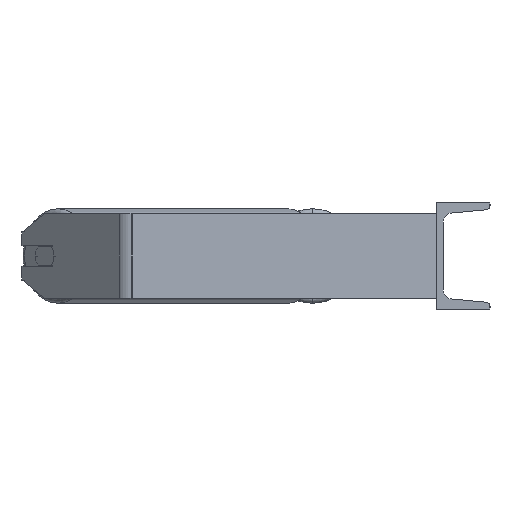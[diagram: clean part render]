
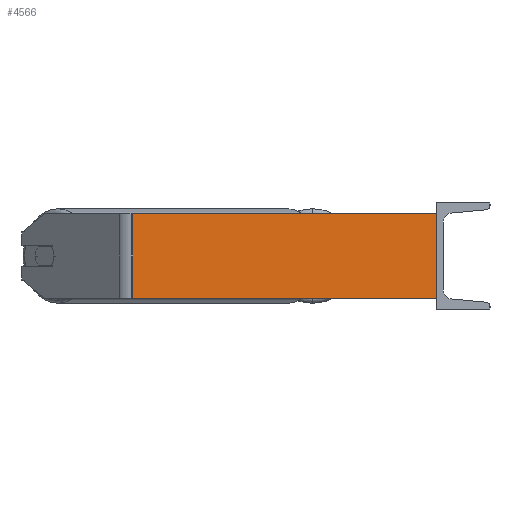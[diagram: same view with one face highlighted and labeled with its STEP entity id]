
A CAD part, left-side view. The second image highlights one B-rep face of the part: STEP entity #4566.
In plain terms, the highlighted planar face has unit normal (-0.996, -0.087, 0).
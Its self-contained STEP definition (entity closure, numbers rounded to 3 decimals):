
#400 = ORIENTED_EDGE ( 'NONE', *, *, #9133, .F. ) ;
#642 = CARTESIAN_POINT ( 'NONE',  ( -510.716, 293.931, -40. ) ) ;
#668 = CARTESIAN_POINT ( 'NONE',  ( -485., 0., -40. ) ) ;
#669 = VECTOR ( 'NONE', #851, 1000. ) ;
#851 = DIRECTION ( 'NONE',  ( 0., 0., -1. ) ) ;
#1261 = AXIS2_PLACEMENT_3D ( 'NONE', #7819, #1497, #5725 ) ;
#1497 = DIRECTION ( 'NONE',  ( 0.996, 0.087, 0. ) ) ;
#1596 = ORIENTED_EDGE ( 'NONE', *, *, #2617, .T. ) ;
#1917 = LINE ( 'NONE', #5993, #5912 ) ;
#2020 = CARTESIAN_POINT ( 'NONE',  ( -510.065, 286.498, 40. ) ) ;
#2027 = LINE ( 'NONE', #8199, #4522 ) ;
#2139 = VECTOR ( 'NONE', #7624, 1000. ) ;
#2198 = PLANE ( 'NONE',  #1261 ) ;
#2520 = ORIENTED_EDGE ( 'NONE', *, *, #7025, .F. ) ;
#2617 = EDGE_CURVE ( 'NONE', #2637, #5018, #8372, .T. ) ;
#2623 = VERTEX_POINT ( 'NONE', #4935 ) ;
#2637 = VERTEX_POINT ( 'NONE', #3373 ) ;
#2749 = DIRECTION ( 'NONE',  ( 0.087, -0.996, 0. ) ) ;
#3213 = ORIENTED_EDGE ( 'NONE', *, *, #5123, .T. ) ;
#3373 = CARTESIAN_POINT ( 'NONE',  ( -510.065, 286.498, -40. ) ) ;
#4522 = VECTOR ( 'NONE', #2749, 1000. ) ;
#4566 = ADVANCED_FACE ( 'NONE', ( #7776 ), #2198, .F. ) ;
#4935 = CARTESIAN_POINT ( 'NONE',  ( -485., 0., 40. ) ) ;
#5018 = VERTEX_POINT ( 'NONE', #668 ) ;
#5066 = EDGE_LOOP ( 'NONE', ( #1596, #2520, #400, #3213 ) ) ;
#5123 = EDGE_CURVE ( 'NONE', #5380, #2637, #7172, .T. ) ;
#5380 = VERTEX_POINT ( 'NONE', #2020 ) ;
#5725 = DIRECTION ( 'NONE',  ( -0.087, 0.996, 0. ) ) ;
#5912 = VECTOR ( 'NONE', #7531, 1000. ) ;
#5993 = CARTESIAN_POINT ( 'NONE',  ( -485., 0., 40. ) ) ;
#7025 = EDGE_CURVE ( 'NONE', #2623, #5018, #1917, .T. ) ;
#7172 = LINE ( 'NONE', #7214, #669 ) ;
#7214 = CARTESIAN_POINT ( 'NONE',  ( -510.065, 286.498, 40. ) ) ;
#7531 = DIRECTION ( 'NONE',  ( 0., 0., -1. ) ) ;
#7624 = DIRECTION ( 'NONE',  ( 0.087, -0.996, 0. ) ) ;
#7776 = FACE_OUTER_BOUND ( 'NONE', #5066, .T. ) ;
#7819 = CARTESIAN_POINT ( 'NONE',  ( -510.716, 293.931, 40. ) ) ;
#8199 = CARTESIAN_POINT ( 'NONE',  ( -510.716, 293.931, 40. ) ) ;
#8372 = LINE ( 'NONE', #642, #2139 ) ;
#9133 = EDGE_CURVE ( 'NONE', #5380, #2623, #2027, .T. ) ;
